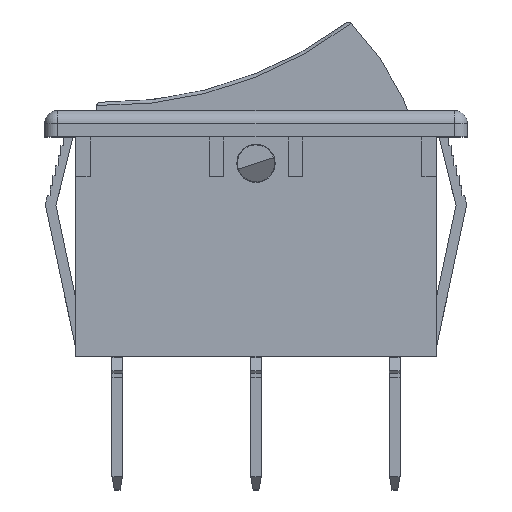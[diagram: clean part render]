
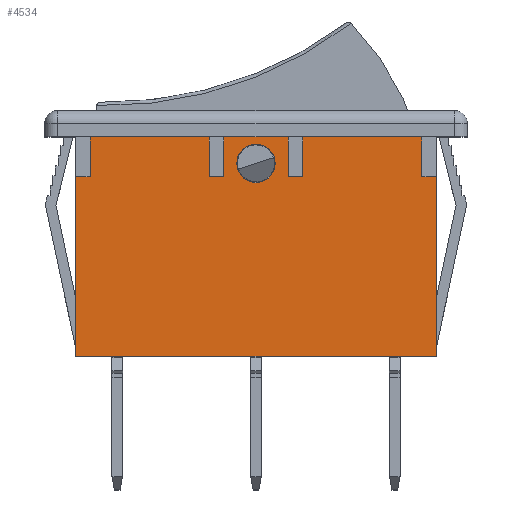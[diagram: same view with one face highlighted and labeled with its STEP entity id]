
A CAD part, top view. The second image highlights one B-rep face of the part: STEP entity #4534.
In plain terms, the highlighted planar face has unit normal (0, 0, 1).
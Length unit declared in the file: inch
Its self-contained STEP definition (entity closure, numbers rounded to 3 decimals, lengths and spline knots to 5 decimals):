
#88=FACE_BOUND('',#602,.T.);
#137=CIRCLE('',#4839,0.05709);
#349=FACE_OUTER_BOUND('',#601,.T.);
#601=EDGE_LOOP('',(#3763,#3764,#3765,#3766,#3767,#3768,#3769,#3770,#3771,
#3772,#3773,#3774,#3775,#3776,#3777,#3778));
#602=EDGE_LOOP('',(#3779));
#1092=LINE('',#7037,#1647);
#1096=LINE('',#7045,#1651);
#1100=LINE('',#7053,#1655);
#1105=LINE('',#7063,#1660);
#1109=LINE('',#7070,#1664);
#1111=LINE('',#7073,#1666);
#1113=LINE('',#7078,#1668);
#1116=LINE('',#7084,#1671);
#1119=LINE('',#7089,#1674);
#1121=LINE('',#7095,#1676);
#1125=LINE('',#7102,#1680);
#1128=LINE('',#7108,#1683);
#1131=LINE('',#7114,#1686);
#1135=LINE('',#7122,#1690);
#1136=LINE('',#7124,#1691);
#1137=LINE('',#7125,#1692);
#1647=VECTOR('',#5736,0.3937);
#1651=VECTOR('',#5740,0.3937);
#1655=VECTOR('',#5744,0.3937);
#1660=VECTOR('',#5751,0.3937);
#1664=VECTOR('',#5757,0.3937);
#1666=VECTOR('',#5761,0.3937);
#1668=VECTOR('',#5767,0.3937);
#1671=VECTOR('',#5772,0.3937);
#1674=VECTOR('',#5777,0.3937);
#1676=VECTOR('',#5783,0.3937);
#1680=VECTOR('',#5789,0.3937);
#1683=VECTOR('',#5796,0.3937);
#1686=VECTOR('',#5801,0.3937);
#1690=VECTOR('',#5809,0.3937);
#1691=VECTOR('',#5810,0.3937);
#1692=VECTOR('',#5811,0.3937);
#2092=VERTEX_POINT('',#7034);
#2093=VERTEX_POINT('',#7036);
#2096=VERTEX_POINT('',#7042);
#2097=VERTEX_POINT('',#7044);
#2100=VERTEX_POINT('',#7050);
#2101=VERTEX_POINT('',#7052);
#2104=VERTEX_POINT('',#7061);
#2105=VERTEX_POINT('',#7062);
#2108=VERTEX_POINT('',#7077);
#2110=VERTEX_POINT('',#7083);
#2112=VERTEX_POINT('',#7093);
#2113=VERTEX_POINT('',#7094);
#2116=VERTEX_POINT('',#7107);
#2118=VERTEX_POINT('',#7113);
#2120=VERTEX_POINT('',#7121);
#2121=VERTEX_POINT('',#7123);
#2122=VERTEX_POINT('',#7126);
#2660=EDGE_CURVE('',#2093,#2092,#1092,.T.);
#2664=EDGE_CURVE('',#2097,#2096,#1096,.T.);
#2668=EDGE_CURVE('',#2101,#2100,#1100,.T.);
#2673=EDGE_CURVE('',#2104,#2105,#1105,.T.);
#2677=EDGE_CURVE('',#2105,#2097,#1109,.T.);
#2679=EDGE_CURVE('',#2100,#2104,#1111,.T.);
#2681=EDGE_CURVE('',#2096,#2108,#1113,.T.);
#2684=EDGE_CURVE('',#2108,#2110,#1116,.T.);
#2687=EDGE_CURVE('',#2110,#2093,#1119,.T.);
#2689=EDGE_CURVE('',#2112,#2113,#1121,.T.);
#2693=EDGE_CURVE('',#2113,#2101,#1125,.T.);
#2696=EDGE_CURVE('',#2092,#2116,#1128,.T.);
#2699=EDGE_CURVE('',#2116,#2118,#1131,.T.);
#2703=EDGE_CURVE('',#2118,#2120,#1135,.T.);
#2704=EDGE_CURVE('',#2120,#2121,#1136,.T.);
#2705=EDGE_CURVE('',#2121,#2112,#1137,.T.);
#2706=EDGE_CURVE('',#2122,#2122,#137,.T.);
#3763=ORIENTED_EDGE('',*,*,#2679,.T.);
#3764=ORIENTED_EDGE('',*,*,#2673,.T.);
#3765=ORIENTED_EDGE('',*,*,#2677,.T.);
#3766=ORIENTED_EDGE('',*,*,#2664,.T.);
#3767=ORIENTED_EDGE('',*,*,#2681,.T.);
#3768=ORIENTED_EDGE('',*,*,#2684,.T.);
#3769=ORIENTED_EDGE('',*,*,#2687,.T.);
#3770=ORIENTED_EDGE('',*,*,#2660,.T.);
#3771=ORIENTED_EDGE('',*,*,#2696,.T.);
#3772=ORIENTED_EDGE('',*,*,#2699,.T.);
#3773=ORIENTED_EDGE('',*,*,#2703,.T.);
#3774=ORIENTED_EDGE('',*,*,#2704,.T.);
#3775=ORIENTED_EDGE('',*,*,#2705,.T.);
#3776=ORIENTED_EDGE('',*,*,#2689,.T.);
#3777=ORIENTED_EDGE('',*,*,#2693,.T.);
#3778=ORIENTED_EDGE('',*,*,#2668,.T.);
#3779=ORIENTED_EDGE('',*,*,#2706,.T.);
#4321=PLANE('',#4838);
#4534=ADVANCED_FACE('',(#349,#88),#4321,.T.);
#4838=AXIS2_PLACEMENT_3D('',#7120,#5807,#5808);
#4839=AXIS2_PLACEMENT_3D('',#7127,#5812,#5813);
#5736=DIRECTION('',(-1.,0.,0.));
#5740=DIRECTION('',(-1.,0.,0.));
#5744=DIRECTION('',(-1.,0.,0.));
#5751=DIRECTION('',(-1.,0.,0.));
#5757=DIRECTION('',(0.,1.,0.));
#5761=DIRECTION('',(0.,-1.,0.));
#5767=DIRECTION('',(0.,-1.,0.));
#5772=DIRECTION('',(-1.,0.,0.));
#5777=DIRECTION('',(0.,1.,0.));
#5783=DIRECTION('',(-1.,0.,0.));
#5789=DIRECTION('',(0.,1.,0.));
#5796=DIRECTION('',(0.,-1.,0.));
#5801=DIRECTION('',(-1.,0.,0.));
#5807=DIRECTION('center_axis',(0.,0.,
1.));
#5808=DIRECTION('ref_axis',(1.,0.,0.));
#5809=DIRECTION('',(0.,-1.,0.));
#5810=DIRECTION('',(1.,0.,0.));
#5811=DIRECTION('',(0.,1.,0.));
#5812=DIRECTION('center_axis',(0.,0.,
-1.));
#5813=DIRECTION('ref_axis',(1.,0.,0.));
#7034=CARTESIAN_POINT('',(-0.49409,0.86939,0.20669));
#7036=CARTESIAN_POINT('',(-0.13976,0.86939,0.20669));
#7037=CARTESIAN_POINT('',(0.5374,0.86939,0.20669));
#7042=CARTESIAN_POINT('',(-0.09646,0.86939,0.20669));
#7044=CARTESIAN_POINT('',(0.09646,0.86939,0.20669));
#7045=CARTESIAN_POINT('',(0.5374,0.86939,0.20669));
#7050=CARTESIAN_POINT('',(0.13976,0.86939,0.20669));
#7052=CARTESIAN_POINT('',(0.49409,0.86939,0.20669));
#7053=CARTESIAN_POINT('',(0.5374,0.86939,0.20669));
#7061=CARTESIAN_POINT('',(0.13976,0.75128,0.20669));
#7062=CARTESIAN_POINT('',(0.09646,0.75128,0.20669));
#7063=CARTESIAN_POINT('',(0.04823,0.75128,0.20669));
#7070=CARTESIAN_POINT('',(0.09646,0.70601,0.20669));
#7073=CARTESIAN_POINT('',(0.13976,0.64695,0.20669));
#7077=CARTESIAN_POINT('',(-0.09646,0.75128,0.20669));
#7078=CARTESIAN_POINT('',(-0.09646,0.64695,0.20669));
#7083=CARTESIAN_POINT('',(-0.13976,0.75128,0.20669));
#7084=CARTESIAN_POINT('',(-0.06988,0.75128,0.20669));
#7089=CARTESIAN_POINT('',(-0.13976,0.70601,0.20669));
#7093=CARTESIAN_POINT('',(0.5374,0.75128,0.20669));
#7094=CARTESIAN_POINT('',(0.49409,0.75128,0.20669));
#7095=CARTESIAN_POINT('',(0.24705,0.75128,0.20669));
#7102=CARTESIAN_POINT('',(0.49409,0.70601,0.20669));
#7107=CARTESIAN_POINT('',(-0.49409,0.75128,0.20669));
#7108=CARTESIAN_POINT('',(-0.49409,0.64695,0.20669));
#7113=CARTESIAN_POINT('',(-0.5374,0.75128,0.20669));
#7114=CARTESIAN_POINT('',(-0.2687,0.75128,0.20669));
#7120=CARTESIAN_POINT('Origin',(0.,0.54262,
0.20669));
#7121=CARTESIAN_POINT('',(-0.5374,0.21585,0.20669));
#7122=CARTESIAN_POINT('',(-0.5374,0.86939,0.20669));
#7123=CARTESIAN_POINT('',(0.5374,0.21585,0.20669));
#7124=CARTESIAN_POINT('',(-0.5374,0.21585,0.20669));
#7125=CARTESIAN_POINT('',(0.5374,0.21585,0.20669));
#7126=CARTESIAN_POINT('',(-0.05709,0.79065,0.20669));
#7127=CARTESIAN_POINT('Origin',(0.,0.79065,
0.20669));
